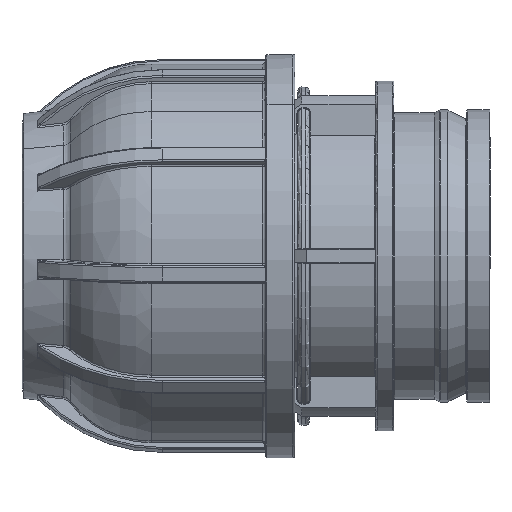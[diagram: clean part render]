
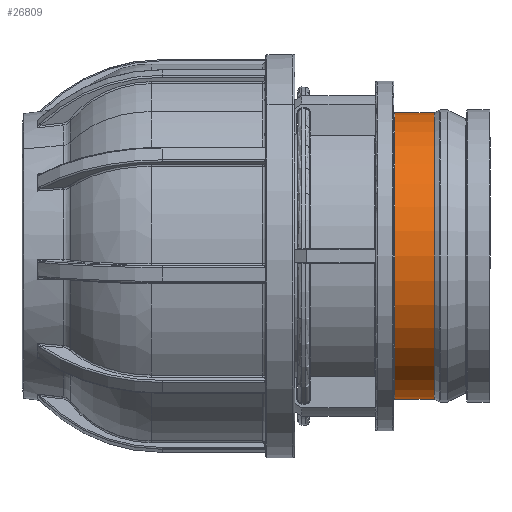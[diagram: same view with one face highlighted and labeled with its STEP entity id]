
A CAD part, front view. The second image highlights one B-rep face of the part: STEP entity #26809.
In plain terms, the highlighted cylindrical face has radius 37.25 mm (diameter 74.5 mm), a partial arc.
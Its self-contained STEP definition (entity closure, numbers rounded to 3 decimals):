
#4960 = AXIS2_PLACEMENT_3D ( 'NONE', #10004, #10005, #10006 ) ;
#8811 = FACE_OUTER_BOUND ( 'NONE', #12558, .T. ) ;
#8812 = CYLINDRICAL_SURFACE ( 'NONE', #4960, 37.25 ) ;
#10004 = CARTESIAN_POINT ( 'NONE',  ( -25., -90.301, 0. ) ) ;
#10005 = DIRECTION ( 'NONE',  ( -1., 0., 0. ) ) ;
#10006 = DIRECTION ( 'NONE',  ( 0., 0., -1. ) ) ;
#12558 = EDGE_LOOP ( 'NONE', ( #13466, #13468, #13467, #13469 ) ) ;
#12865 = EDGE_CURVE ( 'NONE', #17170, #17173, #20992, .T. ) ;
#12866 = EDGE_CURVE ( 'NONE', #17171, #17170, #25777, .T. ) ;
#12867 = EDGE_CURVE ( 'NONE', #17173, #17172, #27266, .T. ) ;
#12868 = EDGE_CURVE ( 'NONE', #17171, #17172, #20993, .T. ) ;
#13466 = ORIENTED_EDGE ( 'NONE', *, *, #12866, .T. ) ;
#13467 = ORIENTED_EDGE ( 'NONE', *, *, #12867, .T. ) ;
#13468 = ORIENTED_EDGE ( 'NONE', *, *, #12865, .T. ) ;
#13469 = ORIENTED_EDGE ( 'NONE', *, *, #12868, .F. ) ;
#17170 = VERTEX_POINT ( 'NONE', #33979 ) ;
#17171 = VERTEX_POINT ( 'NONE', #33980 ) ;
#17172 = VERTEX_POINT ( 'NONE', #33981 ) ;
#17173 = VERTEX_POINT ( 'NONE', #33982 ) ;
#20992 = LINE ( 'NONE', #22087, #25776 ) ;
#20993 = LINE ( 'NONE', #22095, #25771 ) ;
#22087 = CARTESIAN_POINT ( 'NONE',  ( -25., -90.301, 37.25 ) ) ;
#22088 = DIRECTION ( 'NONE',  ( -1., 0., 0. ) ) ;
#22089 = CARTESIAN_POINT ( 'NONE',  ( -14.559, -90.301, 0. ) ) ;
#22090 = DIRECTION ( 'NONE',  ( -1., 0., 0. ) ) ;
#22091 = DIRECTION ( 'NONE',  ( 0., 0., -1. ) ) ;
#22092 = CARTESIAN_POINT ( 'NONE',  ( -24.75, -90.301, 0. ) ) ;
#22093 = DIRECTION ( 'NONE',  ( 1., 0., 0. ) ) ;
#22094 = DIRECTION ( 'NONE',  ( 0., 0., -1. ) ) ;
#22095 = CARTESIAN_POINT ( 'NONE',  ( -25., -90.301, -37.25 ) ) ;
#22096 = DIRECTION ( 'NONE',  ( -1., 0., 0. ) ) ;
#25771 = VECTOR ( 'NONE', #22096, 1000. ) ;
#25773 = AXIS2_PLACEMENT_3D ( 'NONE', #22092, #22093, #22094 ) ;
#25775 = AXIS2_PLACEMENT_3D ( 'NONE', #22089, #22090, #22091 ) ;
#25776 = VECTOR ( 'NONE', #22088, 1000. ) ;
#25777 = CIRCLE ( 'NONE', #25775, 37.25 ) ;
#26809 = ADVANCED_FACE ( 'NONE', ( #8811 ), #8812, .T. ) ;
#27266 = CIRCLE ( 'NONE', #25773, 37.25 ) ;
#33979 = CARTESIAN_POINT ( 'NONE',  ( -14.559, -90.301, 37.25 ) ) ;
#33980 = CARTESIAN_POINT ( 'NONE',  ( -14.559, -90.301, -37.25 ) ) ;
#33981 = CARTESIAN_POINT ( 'NONE',  ( -24.75, -90.301, -37.25 ) ) ;
#33982 = CARTESIAN_POINT ( 'NONE',  ( -24.75, -90.301, 37.25 ) ) ;
